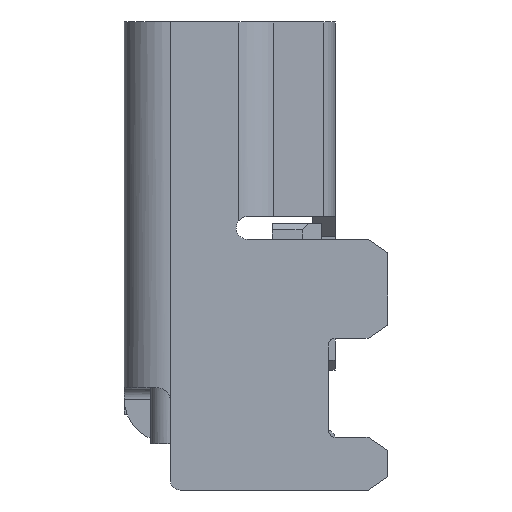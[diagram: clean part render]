
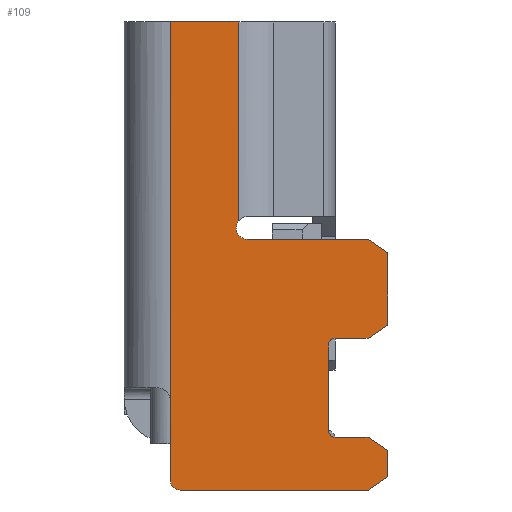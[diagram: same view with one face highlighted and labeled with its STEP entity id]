
A CAD part, left-side view. The second image highlights one B-rep face of the part: STEP entity #109.
In plain terms, the highlighted planar face has unit normal (-1, 0, 0).
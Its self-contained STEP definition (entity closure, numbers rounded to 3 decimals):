
#109=ADVANCED_FACE('NONE',(#666),#667,.T.);
#666=FACE_OUTER_BOUND('',#1656,.T.);
#667=PLANE('',#1657);
#1656=EDGE_LOOP('',(#3357,#3358,#3359,#3360,#3361,#3362,#3363,#3364,#3365,#3366,#3367,#3368,#3369,#3370,#3371,#3372,#3373,#3374,#3375));
#1657=AXIS2_PLACEMENT_3D('',#3376,#3377,#3378);
#3357=ORIENTED_EDGE('',*,*,#7297,.T.);
#3358=ORIENTED_EDGE('',*,*,#7292,.F.);
#3359=ORIENTED_EDGE('',*,*,#7298,.T.);
#3360=ORIENTED_EDGE('',*,*,#7299,.F.);
#3361=ORIENTED_EDGE('',*,*,#7300,.T.);
#3362=ORIENTED_EDGE('',*,*,#7301,.F.);
#3363=ORIENTED_EDGE('',*,*,#7302,.T.);
#3364=ORIENTED_EDGE('',*,*,#7303,.F.);
#3365=ORIENTED_EDGE('',*,*,#7304,.T.);
#3366=ORIENTED_EDGE('',*,*,#7305,.F.);
#3367=ORIENTED_EDGE('',*,*,#7306,.T.);
#3368=ORIENTED_EDGE('',*,*,#7307,.F.);
#3369=ORIENTED_EDGE('',*,*,#7308,.T.);
#3370=ORIENTED_EDGE('',*,*,#7309,.F.);
#3371=ORIENTED_EDGE('',*,*,#7310,.T.);
#3372=ORIENTED_EDGE('',*,*,#7311,.T.);
#3373=ORIENTED_EDGE('',*,*,#7312,.F.);
#3374=ORIENTED_EDGE('',*,*,#7313,.T.);
#3375=ORIENTED_EDGE('',*,*,#6918,.F.);
#3376=CARTESIAN_POINT('',(-5.6,0.0,-2.1));
#3377=DIRECTION('',(-1.0,0.0,0.0));
#3378=DIRECTION('',(0.0,0.0,1.0));
#6918=EDGE_CURVE('NONE',#8352,#8343,#8354,.T.);
#7292=EDGE_CURVE('NONE',#9042,#9044,#9045,.T.);
#7297=EDGE_CURVE('NONE',#8352,#9044,#9051,.T.);
#7298=EDGE_CURVE('NONE',#9042,#9052,#9053,.T.);
#7299=EDGE_CURVE('NONE',#9054,#9052,#9055,.T.);
#7300=EDGE_CURVE('NONE',#9054,#9056,#9057,.T.);
#7301=EDGE_CURVE('NONE',#9058,#9056,#9059,.T.);
#7302=EDGE_CURVE('NONE',#9058,#9060,#9061,.T.);
#7303=EDGE_CURVE('NONE',#9062,#9060,#9063,.T.);
#7304=EDGE_CURVE('NONE',#9062,#9064,#9065,.T.);
#7305=EDGE_CURVE('NONE',#9066,#9064,#9067,.T.);
#7306=EDGE_CURVE('NONE',#9066,#9068,#9069,.T.);
#7307=EDGE_CURVE('NONE',#9070,#9068,#9071,.T.);
#7308=EDGE_CURVE('NONE',#9070,#9072,#9073,.T.);
#7309=EDGE_CURVE('NONE',#9074,#9072,#9075,.T.);
#7310=EDGE_CURVE('NONE',#9074,#9076,#9077,.T.);
#7311=EDGE_CURVE('NONE',#9076,#9078,#9079,.T.);
#7312=EDGE_CURVE('NONE',#9080,#9078,#9081,.T.);
#7313=EDGE_CURVE('NONE',#9080,#8343,#9082,.T.);
#8343=VERTEX_POINT('NONE',#10657);
#8352=VERTEX_POINT('NONE',#10670);
#8354=LINE('',#10673,#10674);
#9042=VERTEX_POINT('NONE',#11760);
#9044=VERTEX_POINT('NONE',#11763);
#9045=LINE('',#11764,#11765);
#9051=CIRCLE('',#11775,0.15);
#9052=VERTEX_POINT('NONE',#11776);
#9053=LINE('',#11777,#11778);
#9054=VERTEX_POINT('NONE',#11779);
#9055=LINE('',#11780,#11781);
#9056=VERTEX_POINT('NONE',#11782);
#9057=LINE('',#11783,#11784);
#9058=VERTEX_POINT('NONE',#11785);
#9059=LINE('',#11786,#11787);
#9060=VERTEX_POINT('NONE',#11788);
#9061=CIRCLE('',#11789,0.1);
#9062=VERTEX_POINT('NONE',#11790);
#9063=LINE('',#11791,#11792);
#9064=VERTEX_POINT('NONE',#11793);
#9065=CIRCLE('',#11794,0.1);
#9066=VERTEX_POINT('NONE',#11795);
#9067=LINE('',#11796,#11797);
#9068=VERTEX_POINT('NONE',#11798);
#9069=LINE('',#11799,#11800);
#9070=VERTEX_POINT('NONE',#11801);
#9071=LINE('',#11802,#11803);
#9072=VERTEX_POINT('NONE',#11804);
#9073=LINE('',#11805,#11806);
#9074=VERTEX_POINT('NONE',#11807);
#9075=LINE('',#11808,#11809);
#9076=VERTEX_POINT('NONE',#11810);
#9077=CIRCLE('',#11811,0.175);
#9078=VERTEX_POINT('NONE',#11812);
#9079=LINE('',#11813,#11814);
#9080=VERTEX_POINT('NONE',#11815);
#9081=LINE('',#11816,#11817);
#9082=LINE('',#11818,#11819);
#10657=CARTESIAN_POINT('',(-5.6,1.25,-0.75));
#10670=CARTESIAN_POINT('',(-5.6,1.25,-1.95));
#10673=CARTESIAN_POINT('',(-5.6,1.25,-2.1));
#10674=VECTOR('',#14322,1000.0);
#11760=CARTESIAN_POINT('',(-5.6,-1.75,-2.1));
#11763=CARTESIAN_POINT('',(-5.6,1.1,-2.1));
#11764=CARTESIAN_POINT('',(-5.6,0.54,-2.1));
#11765=VECTOR('',#14780,1000.0);
#11775=AXIS2_PLACEMENT_3D('',#14785,#14786,#14787);
#11776=CARTESIAN_POINT('',(-5.6,-2.05,-1.9));
#11777=CARTESIAN_POINT('',(-5.6,-1.75,-2.1));
#11778=VECTOR('',#14788,1000.0);
#11779=CARTESIAN_POINT('',(-5.6,-2.05,-1.5));
#11780=CARTESIAN_POINT('',(-5.6,-2.05,-1.3));
#11781=VECTOR('',#14789,1000.0);
#11782=CARTESIAN_POINT('',(-5.6,-1.75,-1.3));
#11783=CARTESIAN_POINT('',(-5.6,-1.75,-1.3));
#11784=VECTOR('',#14790,1000.0);
#11785=CARTESIAN_POINT('',(-5.6,-1.25,-1.3));
#11786=CARTESIAN_POINT('',(-5.6,-1.15,-1.3));
#11787=VECTOR('',#14791,1000.0);
#11788=CARTESIAN_POINT('',(-5.6,-1.15,-1.2));
#11789=AXIS2_PLACEMENT_3D('',#14792,#14793,#14794);
#11790=CARTESIAN_POINT('',(-5.6,-1.15,0.1));
#11791=CARTESIAN_POINT('',(-5.6,-1.15,0.2));
#11792=VECTOR('',#14795,1000.0);
#11793=CARTESIAN_POINT('',(-5.6,-1.25,0.2));
#11794=AXIS2_PLACEMENT_3D('',#14796,#14797,#14798);
#11795=CARTESIAN_POINT('',(-5.6,-1.75,0.2));
#11796=CARTESIAN_POINT('',(-5.6,-2.05,0.2));
#11797=VECTOR('',#14799,1000.0);
#11798=CARTESIAN_POINT('',(-5.6,-2.05,0.4));
#11799=CARTESIAN_POINT('',(-5.6,-2.05,0.4));
#11800=VECTOR('',#14800,1000.0);
#11801=CARTESIAN_POINT('',(-5.6,-2.05,1.5));
#11802=CARTESIAN_POINT('',(-5.6,-2.05,1.7));
#11803=VECTOR('',#14801,1000.0);
#11804=CARTESIAN_POINT('',(-5.6,-1.75,1.7));
#11805=CARTESIAN_POINT('',(-5.6,-2.05,1.5));
#11806=VECTOR('',#14802,1000.0);
#11807=CARTESIAN_POINT('',(-5.6,0.075,1.7));
#11808=CARTESIAN_POINT('',(-5.6,0.25,1.7));
#11809=VECTOR('',#14803,1000.0);
#11810=CARTESIAN_POINT('',(-5.6,0.21,1.986));
#11811=AXIS2_PLACEMENT_3D('',#14804,#14805,#14806);
#11812=CARTESIAN_POINT('',(-5.6,0.21,5.0));
#11813=CARTESIAN_POINT('',(-5.6,0.21,-2.28));
#11814=VECTOR('',#14807,1000.0);
#11815=CARTESIAN_POINT('',(-5.6,1.25,5.0));
#11816=CARTESIAN_POINT('',(-5.6,1.95,5.0));
#11817=VECTOR('',#14808,1000.0);
#11818=CARTESIAN_POINT('',(-5.6,1.25,-2.28));
#11819=VECTOR('',#14809,1000.0);
#14322=DIRECTION('',(0.0,0.,1.0));
#14780=DIRECTION('',(-0.0,1.0,-0.0));
#14785=CARTESIAN_POINT('',(-5.6,1.1,-1.95));
#14786=DIRECTION('',(-1.0,0.0,0.0));
#14787=DIRECTION('',(0.0,0.0,1.0));
#14788=DIRECTION('',(0.0,-0.832,0.555));
#14789=DIRECTION('',(0.0,0.0,-1.0));
#14790=DIRECTION('',(0.0,0.832,0.555));
#14791=DIRECTION('',(-0.0,-1.0,0.));
#14792=CARTESIAN_POINT('',(-5.6,-1.25,-1.2));
#14793=DIRECTION('',(1.0,0.0,-0.0));
#14794=DIRECTION('',(0.0,0.0,1.0));
#14795=DIRECTION('',(0.0,0.0,-1.0));
#14796=CARTESIAN_POINT('',(-5.6,-1.25,0.1));
#14797=DIRECTION('',(1.0,0.0,-0.0));
#14798=DIRECTION('',(0.0,0.0,1.0));
#14799=DIRECTION('',(0.0,1.0,0.));
#14800=DIRECTION('',(0.0,-0.832,0.555));
#14801=DIRECTION('',(-0.0,0.,-1.0));
#14802=DIRECTION('',(0.0,0.832,0.555));
#14803=DIRECTION('',(-0.0,-1.0,0.));
#14804=CARTESIAN_POINT('',(-5.6,0.075,1.875));
#14805=DIRECTION('',(1.0,0.0,-0.0));
#14806=DIRECTION('',(0.0,0.,1.0));
#14807=DIRECTION('',(0.0,0.0,1.0));
#14808=DIRECTION('',(0.0,-1.0,0.0));
#14809=DIRECTION('',(-0.0,-0.0,-1.0));
